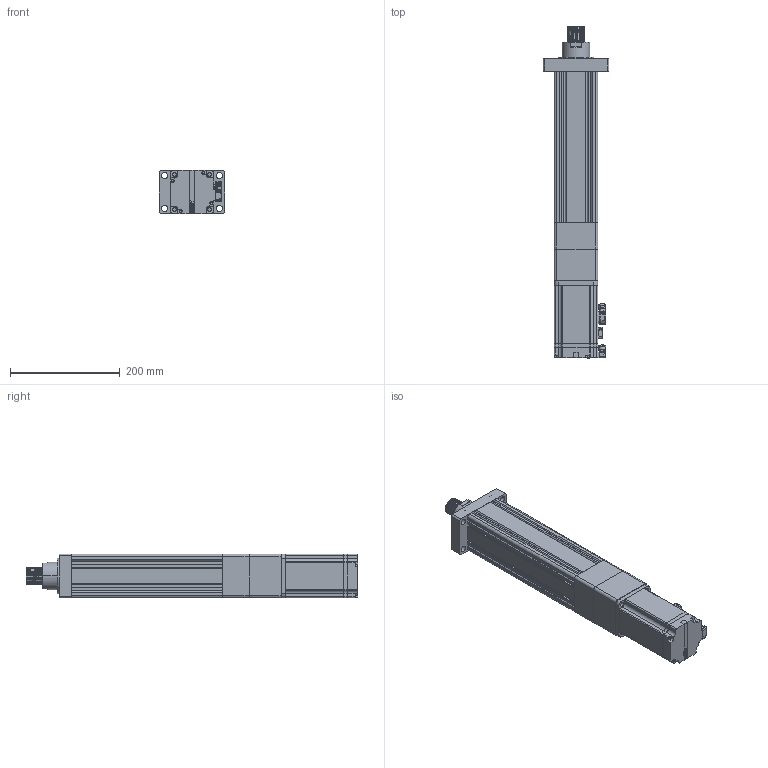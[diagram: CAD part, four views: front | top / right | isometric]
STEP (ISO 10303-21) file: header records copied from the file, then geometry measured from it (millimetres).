
FILE_DESCRIPTION (( 'STEP AP203' ), '1' );
FILE_NAME ('RLA80-10QF-1.27KN-L150-500mm-s.STEP', '2024-11-14T07:58:18', ( '微软用户' ), ( '微软中国' ), 'SwSTEP 2.0', 'SolidWorks 2022', '' );
FILE_SCHEMA (( 'CONFIG_CONTROL_DESIGN' ));
Length unit declared in the file: millimetre
Products named in the file (34): _1-SO-761440001_1_1_1.stp; _1-SO-325820001_1_1_1.stp; _80-1-SO0001_1_1_1_2_1.stp; 30_1_1_1_2_1.stp; MS1H1-75B30CB-A334Z-S_ASM_1_ASM_ASM.stp; 80缸行程150直连前法兰安装; MS1H1-75B30CB-(x)334Z; 31090537--1-SOL000_1_1_1_2_1.stp; MS1H1-75B30CB-(x)334Z.stp; RLA80-10QF-1.27KN-L150-500mm-s; _1-SO-162350001_1_1_1.stp; MS1H1-75B30CB-A334Z_ASM_1_ASM_1_ASM.stp; _1-SO-267770001_1_1_1.stp; _1-SO-660130001_1_1_1.stp; _1-SO-808830001_1_1_1.stp; _1-SO-431260001_1_1_1.stp; 1-87160_1_1_1.stp; _1-SO-972090001_1_1_1.stp; 31090652--MS1H1-750001_1_1_1.stp; 22060240_3_1_1.stp; 1-940910_1_1_1.stp; 31740002--1-SOLI00_1_1_1_2_1.stp; _1-SO-112340001_1_1_1.stp; _1-SO-914520001_1_1_1.stp; _1-SO-44600001_1_1_1.stp; 31090527--1-SOL000_1_1_1_2_1.stp; _1-SO-250540001_1_1_1.stp; _1-SO-219540001_1_1_1.stp; MS1H1-75B30CB-A334Z_1_ASM_1_ASM_ASM.stp; 22010113--1-SOLI00_1_1_1_2_1.stp; 21E8-005-1072-P4_1_1_1.stp; _1-SO-580930001_1_1_1.stp; 21E8-005-1073-P4_1_1_1.stp; MS1H1-75B30CB-A334Z-S_ASM_1_ASM.stp
Assembly tree (34 placements, depth 8):
  RLA80-10QF-1.27KN-L150-500mm-s
    80缸行程150直连前法兰安装
    MS1H1-75B30CB-(x)334Z
      MS1H1-75B30CB-(x)334Z.stp
        MS1H1-75B30CB-A334Z-S_ASM_1_ASM.stp
          MS1H1-75B30CB-A334Z-S_ASM_1_ASM_ASM.stp
            MS1H1-75B30CB-A334Z_ASM_1_ASM_1_ASM.stp
              MS1H1-75B30CB-A334Z_1_ASM_1_ASM_ASM.stp
                30_1_1_1_2_1.stp
                _1-SO-44600001_1_1_1.stp
                1-87160_1_1_1.stp
                _1-SO-112340001_1_1_1.stp
                31090652--MS1H1-750001_1_1_1.stp
                _1-SO-162350001_1_1_1.stp
                _1-SO-219540001_1_1_1.stp
                _1-SO-250540001_1_1_1.stp
                _1-SO-267770001_1_1_1.stp
                _1-SO-325820001_1_1_1.stp
                22010113--1-SOLI00_1_1_1_2_1.stp
                _1-SO-431260001_1_1_1.stp
                _1-SO-580930001_1_1_1.stp
                _1-SO-660130001_1_1_1.stp
                31090537--1-SOL000_1_1_1_2_1.stp
                _80-1-SO0001_1_1_1_2_1.stp
                _1-SO-761440001_1_1_1.stp
                _1-SO-808830001_1_1_1.stp
                31740002--1-SOLI00_1_1_1_2_1.stp
                31090527--1-SOL000_1_1_1_2_1.stp
                _1-SO-914520001_1_1_1.stp
                1-940910_1_1_1.stp
                _1-SO-972090001_1_1_1.stp
          21E8-005-1072-P4_1_1_1.stp
          21E8-005-1073-P4_1_1_1.stp
          22060240_3_1_1.stp  x2
Bounding box: 120 x 604 x 80 mm (x, y, z)
Volume: 2465970 mm3; surface area: 389910.7 mm2
Topology: 26 solids, 31 shells, 2055 faces, 5536 edges, 3619 vertices
Faces by surface type: plane 1201, cylinder 628, torus 102, bspline 68, cone 48, sphere 8
Entity records: 74532 total; most frequent: CARTESIAN_POINT 19548, ORIENTED_EDGE 10920, DIRECTION 10511, EDGE_CURVE 5464, VERTEX_POINT 3575, LINE 3519, VECTOR 3519, AXIS2_PLACEMENT_3D 3496
